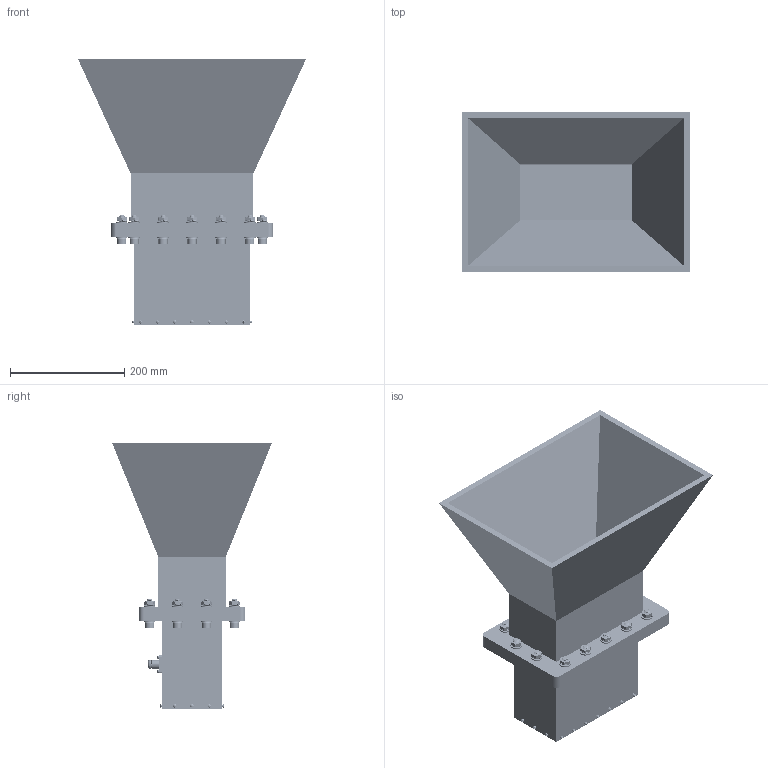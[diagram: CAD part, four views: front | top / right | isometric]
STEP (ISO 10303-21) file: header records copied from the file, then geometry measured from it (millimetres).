
FILE_DESCRIPTION (( 'STEP AP214' ), '1' );
FILE_NAME ('FMWAN770-10NF_3D.step', '2024-02-09T16:44:03', ( '' ), ( '' ), 'SwSTEP 2.0', 'SolidWorks 2022', '' );
FILE_SCHEMA (( 'AUTOMOTIVE_DESIGN' ));
Length unit declared in the file: inch
Products named in the file (7): NUT-10^FMWAN770-10NF; FMWCA1130; LW-10^FMWAN770-10NF; FMWAN770-10NF_3D; FW-10^FMWAN770-10NF; FMWAN770-10; SCREW-10^FMWAN770-10NF_91292A216
Assembly tree (72 placements, depth 2):
  FMWAN770-10NF_3D
    FMWCA1130
    FMWAN770-10
    FW-10^FMWAN770-10NF  x28
    LW-10^FMWAN770-10NF  x14
    NUT-10^FMWAN770-10NF  x14
    SCREW-10^FMWAN770-10NF_91292A216  x14
Bounding box: 400 x 280 x 466 mm (x, y, z)
Volume: 3965366.2 mm3; surface area: 1035276.6 mm2
Topology: 95 solids, 95 shells, 3565 faces, 9403 edges, 6116 vertices
Faces by surface type: cylinder 2090, plane 818, cone 448, bspline 157, sphere 50, torus 2
Entity records: 37456 total; most frequent: CARTESIAN_POINT 12581, DIRECTION 5195, ORIENTED_EDGE 5002, EDGE_CURVE 2501, AXIS2_PLACEMENT_3D 2007, VERTEX_POINT 1636, LINE 1181, VECTOR 1181
